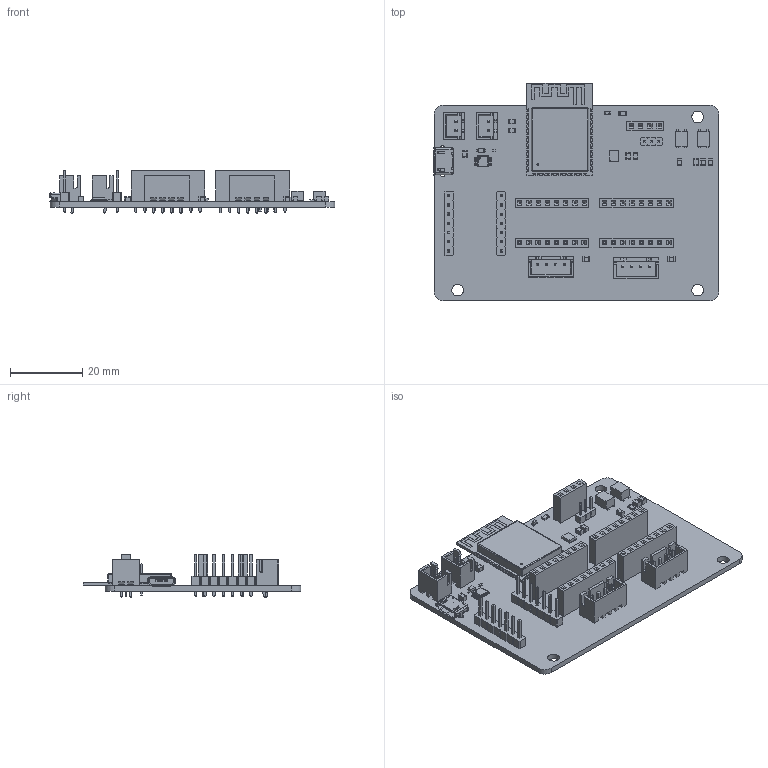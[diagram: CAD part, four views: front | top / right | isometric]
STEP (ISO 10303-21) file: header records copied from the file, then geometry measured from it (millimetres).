
FILE_DESCRIPTION(('KiCad electronic assembly'),'2;1');
FILE_NAME('carte_mere_sokko.step','2025-05-15T14:47:51',('Pcbnew'),( 'Kicad'),'Open CASCADE STEP processor 7.8','KiCad to STEP converter' ,'Unknown');
FILE_SCHEMA(('AUTOMOTIVE_DESIGN { 1 0 10303 214 1 1 1 1 }'));
Length unit declared in the file: millimetre
Products named in the file (27): carte_mere_sokko 1; JST_XH_B4B-XH-A_1x04_P2.50mm_Vertical; C_0805_2012Metric; PinSocket_1x08_P2.54mm_Vertical; PinSocket_1x04_P2.54mm_Vertical; PinHeader_1x03_P2.00mm_Vertical; R_0805_2012Metric; JST_XH_B2B-XH-A_1x02_P2.50mm_Vertical; ESP32-S3-WROOM-1-N16R8; PinHeader_1x07_P2.54mm_Vertical; BAT20JFILM; Body; FilletPinL; FilletPinR; PTS810SJG250SMTRLFS; Pins; C_0402_1005Metric; ICM-45686; USB3075-30-A; TLV76701DGNR; BODY-DGN0008G; LEAD-DGN0008G; PIN1_DGN0008G; DAP_DGN0008G; LED_0603_1608Metric; carte_mere_sokko_PCB
Assembly tree (50 placements, depth 3):
  carte_mere_sokko 1
    JST_XH_B4B-XH-A_1x04_P2.50mm_Vertical  x2
    C_0805_2012Metric  x10
    PinSocket_1x08_P2.54mm_Vertical  x4
    PinSocket_1x04_P2.54mm_Vertical
    PinHeader_1x03_P2.00mm_Vertical
    R_0805_2012Metric  x2
    JST_XH_B2B-XH-A_1x02_P2.50mm_Vertical  x2
    ESP32-S3-WROOM-1-N16R8
    PinHeader_1x07_P2.54mm_Vertical  x2
    BAT20JFILM
      Body
      FilletPinL
      FilletPinR
    PTS810SJG250SMTRLFS  x2
      Body
      Pins
    C_0402_1005Metric
    ICM-45686
    USB3075-30-A
    TLV76701DGNR
      BODY-DGN0008G
      LEAD-DGN0008G  x8
      PIN1_DGN0008G
      DAP_DGN0008G
    LED_0603_1608Metric
    carte_mere_sokko_PCB
Bounding box: 78.72 x 60.11 x 11.94 mm (x, y, z)
Volume: 9861.7 mm3; surface area: 17836.5 mm2
Topology: 132 solids, 132 shells, 4067 faces, 10470 edges, 6828 vertices
Faces by surface type: plane 3532, cylinder 517, sphere 12, cone 6
Full cylindrical faces by diameter (mm): 0.8 x3, 0.95 x8, 1 x54, 1.329 x2, 3.2 x3
Entity records: 87724 total; most frequent: CARTESIAN_POINT 14075, ORIENTED_EDGE 13432, DIRECTION 12648, EDGE_CURVE 6716, LINE 5960, VECTOR 5960, VERTEX_POINT 4392, AXIS2_PLACEMENT_3D 3344
